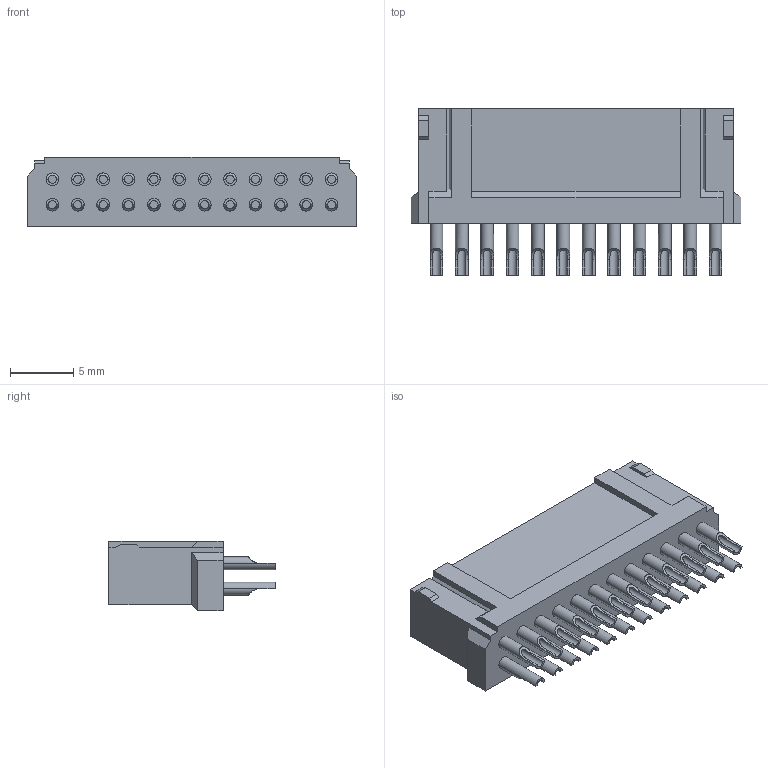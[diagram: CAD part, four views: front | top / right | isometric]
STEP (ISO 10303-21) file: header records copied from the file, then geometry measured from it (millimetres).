
FILE_DESCRIPTION((''),'2;1');
FILE_NAME('F0JL24-P24SW000-01','2023-05-04T',('工程三'),(''),'PRO/ENGINEER BY PARAMETRIC TECHNOLOGY CORPORATION, 2010280','PRO/ENGINEER BY PARAMETRIC TECHNOLOGY CORPORATION, 2010280','');
FILE_SCHEMA(('CONFIG_CONTROL_DESIGN'));
Length unit declared in the file: millimetre
Products named in the file (1): F0JL24-P24SW000-01
Bounding box: 26 x 13.1 x 5.5 mm (x, y, z)
Volume: 912.4 mm3; surface area: 1767 mm2
Topology: 1 solids, 1 shells, 381 faces, 871 edges, 540 vertices
Faces by surface type: plane 213, cylinder 168
Entity records: 11369 total; most frequent: CARTESIAN_POINT 2650, DIRECTION 1825, ORIENTED_EDGE 1742, EDGE_CURVE 871, AXIS2_PLACEMENT_3D 621, VECTOR 583, LINE 583, VERTEX_POINT 540
